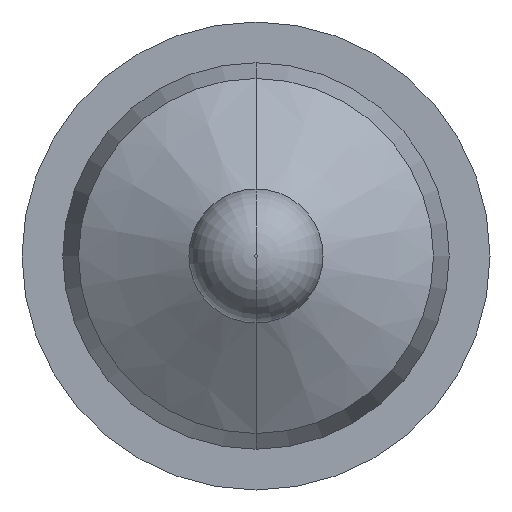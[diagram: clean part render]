
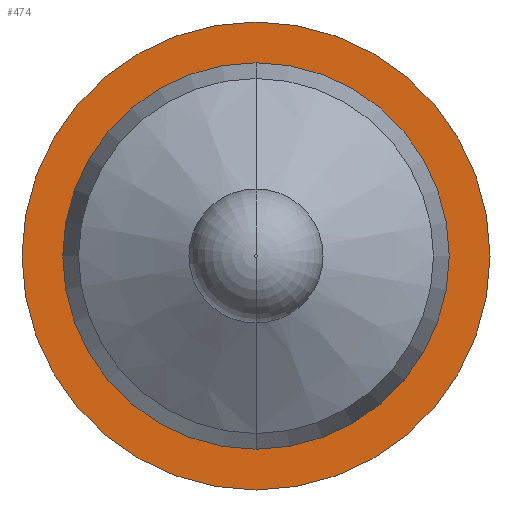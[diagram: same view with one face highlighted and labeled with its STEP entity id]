
A CAD part, front view. The second image highlights one B-rep face of the part: STEP entity #474.
In plain terms, the highlighted planar face has unit normal (0, -1, 0).
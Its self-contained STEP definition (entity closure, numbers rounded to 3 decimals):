
#5 = EDGE_LOOP ( 'NONE', ( #91, #443 ) ) ;
#62 = EDGE_CURVE ( 'NONE', #366, #238, #341, .T. ) ;
#68 = AXIS2_PLACEMENT_3D ( 'NONE', #237, #89, #240 ) ;
#89 = DIRECTION ( 'NONE',  ( 0., -1., 0. ) ) ;
#90 = AXIS2_PLACEMENT_3D ( 'NONE', #189, #268, #386 ) ;
#91 = ORIENTED_EDGE ( 'NONE', *, *, #62, .F. ) ;
#99 = CARTESIAN_POINT ( 'NONE',  ( 0., -0.76, 0.89 ) ) ;
#108 = EDGE_CURVE ( 'NONE', #131, #310, #256, .T. ) ;
#109 = CARTESIAN_POINT ( 'NONE',  ( 0., -0.76, 0. ) ) ;
#113 = FACE_BOUND ( 'NONE', #5, .T. ) ;
#131 = VERTEX_POINT ( 'NONE', #99 ) ;
#144 = CARTESIAN_POINT ( 'NONE',  ( 0., -0.76, -0.89 ) ) ;
#189 = CARTESIAN_POINT ( 'NONE',  ( 0., -0.76, 0. ) ) ;
#205 = EDGE_LOOP ( 'NONE', ( #281, #441 ) ) ;
#215 = EDGE_CURVE ( 'NONE', #310, #131, #279, .T. ) ;
#216 = AXIS2_PLACEMENT_3D ( 'NONE', #343, #346, #309 ) ;
#224 = DIRECTION ( 'NONE',  ( 0., 0., -1. ) ) ;
#230 = AXIS2_PLACEMENT_3D ( 'NONE', #109, #421, #224 ) ;
#237 = CARTESIAN_POINT ( 'NONE',  ( 0., -0.76, 0. ) ) ;
#238 = VERTEX_POINT ( 'NONE', #472 ) ;
#239 = CIRCLE ( 'NONE', #90, 0.675 ) ;
#240 = DIRECTION ( 'NONE',  ( 0., 0., -1. ) ) ;
#256 = CIRCLE ( 'NONE', #230, 0.89 ) ;
#268 = DIRECTION ( 'NONE',  ( 0., -1., 0. ) ) ;
#279 = CIRCLE ( 'NONE', #68, 0.89 ) ;
#281 = ORIENTED_EDGE ( 'NONE', *, *, #215, .T. ) ;
#299 = CARTESIAN_POINT ( 'NONE',  ( 0., -0.76, 0. ) ) ;
#300 = CARTESIAN_POINT ( 'NONE',  ( 0., -0.76, -0.675 ) ) ;
#309 = DIRECTION ( 'NONE',  ( 0., 0., 1. ) ) ;
#310 = VERTEX_POINT ( 'NONE', #144 ) ;
#312 = DIRECTION ( 'NONE',  ( 0., -1., 0. ) ) ;
#341 = CIRCLE ( 'NONE', #391, 0.675 ) ;
#343 = CARTESIAN_POINT ( 'NONE',  ( -0.89, -0.76, 0. ) ) ;
#346 = DIRECTION ( 'NONE',  ( 0., 1., 0. ) ) ;
#348 = FACE_OUTER_BOUND ( 'NONE', #205, .T. ) ;
#366 = VERTEX_POINT ( 'NONE', #300 ) ;
#386 = DIRECTION ( 'NONE',  ( 0., 0., -1. ) ) ;
#391 = AXIS2_PLACEMENT_3D ( 'NONE', #299, #312, #465 ) ;
#421 = DIRECTION ( 'NONE',  ( 0., -1., 0. ) ) ;
#441 = ORIENTED_EDGE ( 'NONE', *, *, #108, .T. ) ;
#443 = ORIENTED_EDGE ( 'NONE', *, *, #447, .F. ) ;
#447 = EDGE_CURVE ( 'NONE', #238, #366, #239, .T. ) ;
#465 = DIRECTION ( 'NONE',  ( 0., 0., -1. ) ) ;
#472 = CARTESIAN_POINT ( 'NONE',  ( 0., -0.76, 0.675 ) ) ;
#474 = ADVANCED_FACE ( 'NONE', ( #113, #348 ), #502, .F. ) ;
#502 = PLANE ( 'NONE',  #216 ) ;
